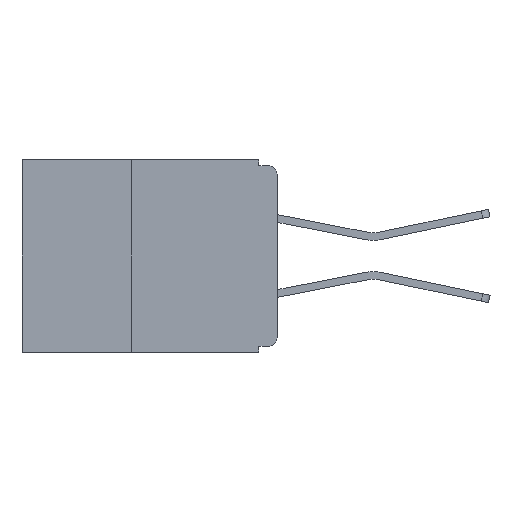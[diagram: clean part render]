
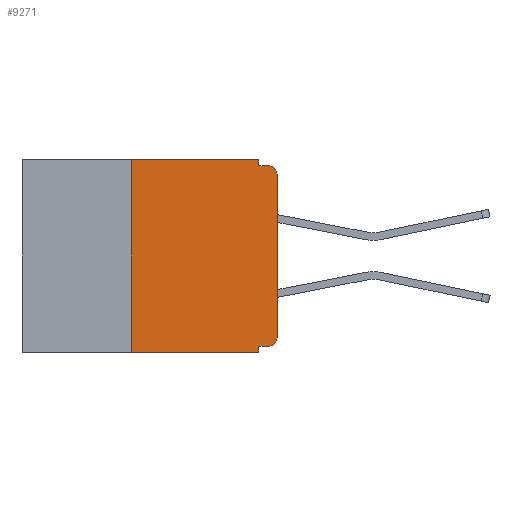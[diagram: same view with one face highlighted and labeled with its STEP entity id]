
A CAD part, left-side view. The second image highlights one B-rep face of the part: STEP entity #9271.
In plain terms, the highlighted planar face has unit normal (-1, 0, 0).
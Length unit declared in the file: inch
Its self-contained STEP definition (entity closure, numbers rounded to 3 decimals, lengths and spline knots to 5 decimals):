
#796 = ORIENTED_EDGE ( 'NONE', *, *, #14688, .F. ) ;
#981 = CARTESIAN_POINT ( 'NONE',  ( 0., 0., 0. ) ) ;
#1224 = VERTEX_POINT ( 'NONE', #1753 ) ;
#1252 = VERTEX_POINT ( 'NONE', #14217 ) ;
#1341 = EDGE_CURVE ( 'NONE', #1224, #9756, #12563, .T. ) ;
#1351 = AXIS2_PLACEMENT_3D ( 'NONE', #5999, #5985, #5899 ) ;
#1421 = AXIS2_PLACEMENT_3D ( 'NONE', #4782, #6082, #14929 ) ;
#1544 = ORIENTED_EDGE ( 'NONE', *, *, #14482, .F. ) ;
#1607 = CARTESIAN_POINT ( 'NONE',  ( 0., 0.031, -0.32 ) ) ;
#1633 = CARTESIAN_POINT ( 'NONE',  ( 0., 0.031, -0.01 ) ) ;
#1753 = CARTESIAN_POINT ( 'NONE',  ( 0., 0.25, -0.33 ) ) ;
#2205 = VERTEX_POINT ( 'NONE', #9530 ) ;
#2300 = DIRECTION ( 'NONE',  ( 0., 0., 1. ) ) ;
#2379 = ORIENTED_EDGE ( 'NONE', *, *, #14420, .F. ) ;
#2419 = LINE ( 'NONE', #16128, #15903 ) ;
#2684 = VERTEX_POINT ( 'NONE', #3818 ) ;
#2923 = ORIENTED_EDGE ( 'NONE', *, *, #12449, .F. ) ;
#3071 = EDGE_CURVE ( 'NONE', #1252, #2205, #12888, .T. ) ;
#3424 = LINE ( 'NONE', #8071, #9872 ) ;
#3500 = VERTEX_POINT ( 'NONE', #14620 ) ;
#3818 = CARTESIAN_POINT ( 'NONE',  ( 0., 0.031, 0. ) ) ;
#4283 = ORIENTED_EDGE ( 'NONE', *, *, #10847, .F. ) ;
#4371 = DIRECTION ( 'NONE',  ( 0., -1., 0. ) ) ;
#4712 = VECTOR ( 'NONE', #16328, 39.37008 ) ;
#4721 = PLANE ( 'NONE',  #1421 ) ;
#4782 = CARTESIAN_POINT ( 'NONE',  ( 0., 0.437, 0. ) ) ;
#5008 = CIRCLE ( 'NONE', #14927, 0.015 ) ;
#5044 = CARTESIAN_POINT ( 'NONE',  ( 0., 0.031, -0.33 ) ) ;
#5490 = ORIENTED_EDGE ( 'NONE', *, *, #6986, .T. ) ;
#5607 = VECTOR ( 'NONE', #9232, 39.37008 ) ;
#5899 = DIRECTION ( 'NONE',  ( 0., 0., -1. ) ) ;
#5985 = DIRECTION ( 'NONE',  ( -1., 0., 0. ) ) ;
#5999 = CARTESIAN_POINT ( 'NONE',  ( 0., 0.015, -0.025 ) ) ;
#6056 = LINE ( 'NONE', #12077, #9070 ) ;
#6082 = DIRECTION ( 'NONE',  ( 1., 0., 0. ) ) ;
#6306 = CARTESIAN_POINT ( 'NONE',  ( 0., 0., -0.32 ) ) ;
#6774 = DIRECTION ( 'NONE',  ( 0., -1., 0. ) ) ;
#6849 = CARTESIAN_POINT ( 'NONE',  ( 0., 0.25, 0. ) ) ;
#6986 = EDGE_CURVE ( 'NONE', #3500, #1252, #11774, .T. ) ;
#7338 = DIRECTION ( 'NONE',  ( -1., 0., 0. ) ) ;
#7694 = EDGE_CURVE ( 'NONE', #10225, #9756, #8110, .T. ) ;
#7860 = ORIENTED_EDGE ( 'NONE', *, *, #3071, .T. ) ;
#7918 = CARTESIAN_POINT ( 'NONE',  ( 0., 0.25, -0.33 ) ) ;
#8071 = CARTESIAN_POINT ( 'NONE',  ( 0., 0., -0.01 ) ) ;
#8110 = LINE ( 'NONE', #5044, #4712 ) ;
#8274 = FACE_OUTER_BOUND ( 'NONE', #14137, .T. ) ;
#8651 = DIRECTION ( 'NONE',  ( 0., 0., -1. ) ) ;
#8766 = VECTOR ( 'NONE', #2300, 39.37008 ) ;
#9033 = LINE ( 'NONE', #7918, #5607 ) ;
#9070 = VECTOR ( 'NONE', #4371, 39.37008 ) ;
#9232 = DIRECTION ( 'NONE',  ( 0., 0., 1. ) ) ;
#9271 = ADVANCED_FACE ( 'NONE', ( #8274 ), #4721, .F. ) ;
#9491 = ORIENTED_EDGE ( 'NONE', *, *, #15601, .T. ) ;
#9530 = CARTESIAN_POINT ( 'NONE',  ( 0., 0.015, -0.01 ) ) ;
#9756 = VERTEX_POINT ( 'NONE', #15819 ) ;
#9872 = VECTOR ( 'NONE', #6774, 39.37008 ) ;
#10225 = VERTEX_POINT ( 'NONE', #1607 ) ;
#10552 = LINE ( 'NONE', #6306, #13488 ) ;
#10732 = ORIENTED_EDGE ( 'NONE', *, *, #1341, .T. ) ;
#10847 = EDGE_CURVE ( 'NONE', #1224, #12099, #9033, .T. ) ;
#11116 = VERTEX_POINT ( 'NONE', #12527 ) ;
#11774 = LINE ( 'NONE', #981, #8766 ) ;
#12009 = ORIENTED_EDGE ( 'NONE', *, *, #7694, .F. ) ;
#12077 = CARTESIAN_POINT ( 'NONE',  ( 0., 0.437, 0. ) ) ;
#12099 = VERTEX_POINT ( 'NONE', #6849 ) ;
#12110 = DIRECTION ( 'NONE',  ( 0., -1., 0. ) ) ;
#12449 = EDGE_CURVE ( 'NONE', #11116, #10225, #10552, .T. ) ;
#12527 = CARTESIAN_POINT ( 'NONE',  ( 0., 0.015, -0.32 ) ) ;
#12563 = LINE ( 'NONE', #14109, #15408 ) ;
#12888 = CIRCLE ( 'NONE', #1351, 0.015 ) ;
#13488 = VECTOR ( 'NONE', #13971, 39.37008 ) ;
#13971 = DIRECTION ( 'NONE',  ( 0., 1., 0. ) ) ;
#14109 = CARTESIAN_POINT ( 'NONE',  ( 0., 0.437, -0.33 ) ) ;
#14137 = EDGE_LOOP ( 'NONE', ( #5490, #7860, #2379, #796, #1544, #4283, #10732, #12009, #2923, #9491 ) ) ;
#14217 = CARTESIAN_POINT ( 'NONE',  ( 0., 0., -0.025 ) ) ;
#14420 = EDGE_CURVE ( 'NONE', #14760, #2205, #3424, .T. ) ;
#14482 = EDGE_CURVE ( 'NONE', #12099, #2684, #6056, .T. ) ;
#14620 = CARTESIAN_POINT ( 'NONE',  ( 0., 0., -0.305 ) ) ;
#14688 = EDGE_CURVE ( 'NONE', #2684, #14760, #2419, .T. ) ;
#14760 = VERTEX_POINT ( 'NONE', #1633 ) ;
#14894 = CARTESIAN_POINT ( 'NONE',  ( 0., 0.015, -0.305 ) ) ;
#14927 = AXIS2_PLACEMENT_3D ( 'NONE', #14894, #7338, #16115 ) ;
#14929 = DIRECTION ( 'NONE',  ( 0., 0., -1. ) ) ;
#15408 = VECTOR ( 'NONE', #12110, 39.37008 ) ;
#15601 = EDGE_CURVE ( 'NONE', #11116, #3500, #5008, .T. ) ;
#15819 = CARTESIAN_POINT ( 'NONE',  ( 0., 0.031, -0.33 ) ) ;
#15903 = VECTOR ( 'NONE', #8651, 39.37008 ) ;
#16115 = DIRECTION ( 'NONE',  ( 0., 0., -1. ) ) ;
#16128 = CARTESIAN_POINT ( 'NONE',  ( 0., 0.031, 0. ) ) ;
#16328 = DIRECTION ( 'NONE',  ( 0., 0., -1. ) ) ;
